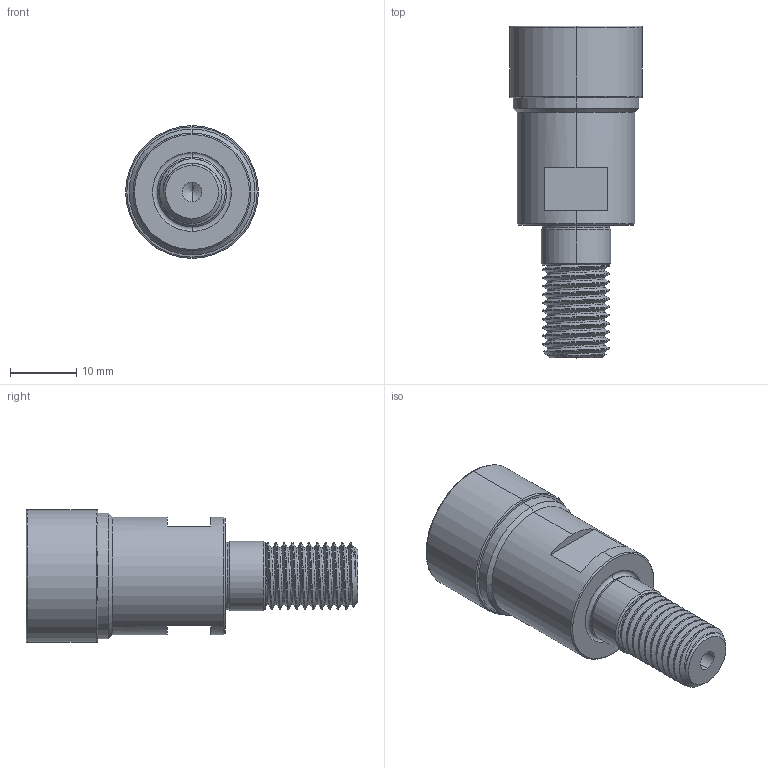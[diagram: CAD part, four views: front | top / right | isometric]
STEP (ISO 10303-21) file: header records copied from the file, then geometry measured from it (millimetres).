
FILE_DESCRIPTION (( 'STEP AP214' ), '1' );
FILE_NAME ('740 MO D20-3.step', '2020-05-28T13:53:04', ( '' ), ( '' ), 'SwSTEP 2.0', 'SolidWorks 2016', '' );
FILE_SCHEMA (( 'AUTOMOTIVE_DESIGN' ));
Length unit declared in the file: millimetre
Products named in the file (1): 740 MO D20-3
Bounding box: 20 x 50 x 20 mm (x, y, z)
Volume: 9231.8 mm3; surface area: 3521.4 mm2
Topology: 1 solids, 1 shells, 70 faces, 173 edges, 105 vertices
Faces by surface type: cylinder 34, cone 14, plane 10, torus 8, bspline 4
Entity records: 4265 total; most frequent: CARTESIAN_POINT 2711, ORIENTED_EDGE 342, DIRECTION 309, EDGE_CURVE 171, AXIS2_PLACEMENT_3D 124, VERTEX_POINT 105, EDGE_LOOP 72, ADVANCED_FACE 70
